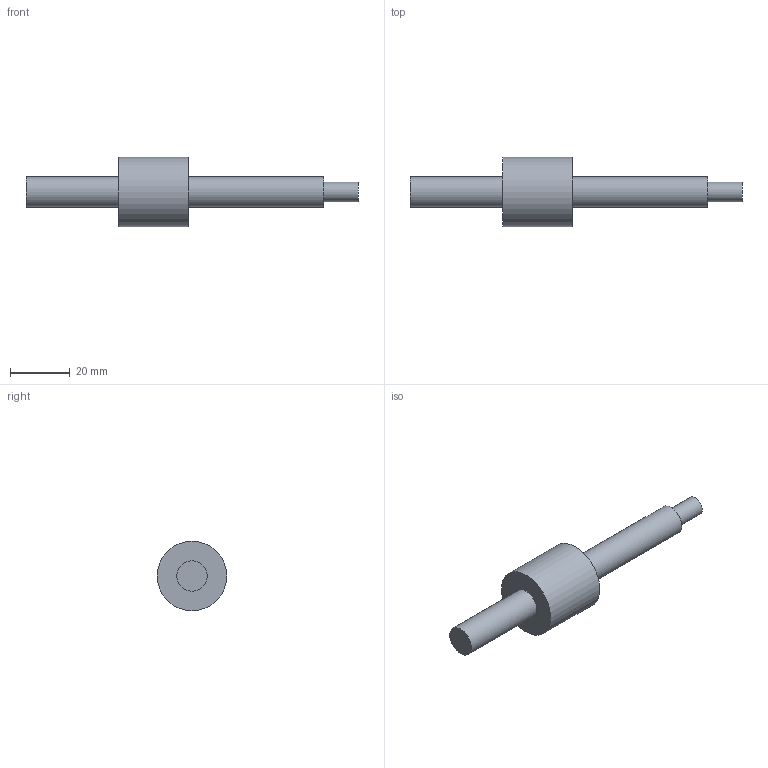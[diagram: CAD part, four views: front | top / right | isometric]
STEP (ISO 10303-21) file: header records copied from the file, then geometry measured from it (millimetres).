
FILE_DESCRIPTION(/* description */ (''),/* implementation_level */ '2;1');
FILE_NAME(/* name */ 'impeller_shaft',/* time_stamp */ '1999-06-17T17:18:21-04:00',/* author */ ('PC User'),/* organization */ ('3D/EYE, Inc.'),/* preprocessor_version */ 'ST-DEVELOPER 1.6',/* originating_system */ 'IronCAD2.0',/* authorisation */ '');
FILE_SCHEMA (('CONFIG_CONTROL_DESIGN'));
Length unit declared in the file: millimetre
Products named in the file (1): 1
Bounding box: 111.49 x 23.36 x 23.36 mm (x, y, z)
Volume: 16630.7 mm3; surface area: 5256.2 mm2
Topology: 1 solids, 1 shells, 9 faces, 14 edges, 10 vertices
Faces by surface type: plane 5, cylinder 4
Full cylindrical faces by diameter (mm): 6.518 x1, 10.171 x2, 23.355 x1
Entity records: 248 total; most frequent: DIRECTION 27, CARTESIAN_POINT 24, AXIS2_PLACEMENT_3D 16, FACE_BOUND 16, EDGE_LOOP 16, ORIENTED_EDGE 16, ADVANCED_FACE 9, CIRCLE 8
